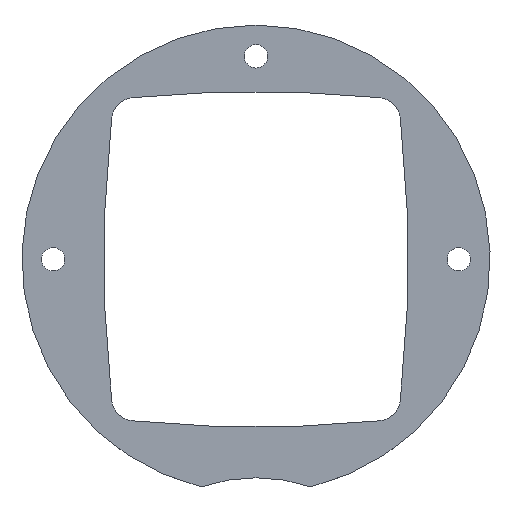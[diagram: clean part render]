
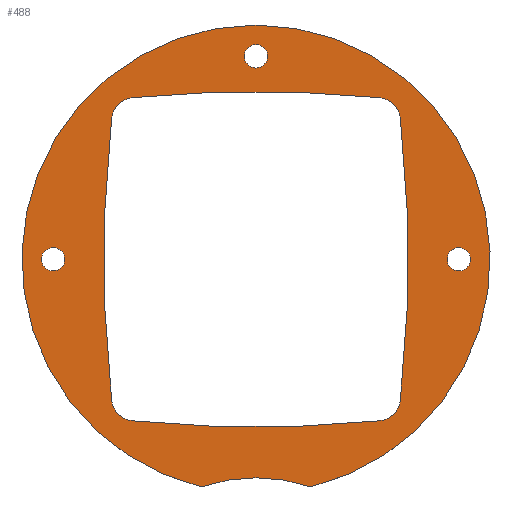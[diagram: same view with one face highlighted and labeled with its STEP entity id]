
A CAD part, top view. The second image highlights one B-rep face of the part: STEP entity #488.
In plain terms, the highlighted planar face has unit normal (0, 0, 1).
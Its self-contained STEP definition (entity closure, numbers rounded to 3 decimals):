
#61=AXIS2_PLACEMENT_3D('Circle Axis2P3D',#59,#60,$) ;
#83=AXIS2_PLACEMENT_3D('Circle Axis2P3D',#81,#82,$) ;
#100=AXIS2_PLACEMENT_3D('Circle Axis2P3D',#98,#99,$) ;
#140=AXIS2_PLACEMENT_3D('Circle Axis2P3D',#138,#139,$) ;
#171=AXIS2_PLACEMENT_3D('Circle Axis2P3D',#169,#170,$) ;
#202=AXIS2_PLACEMENT_3D('Circle Axis2P3D',#200,#201,$) ;
#233=AXIS2_PLACEMENT_3D('Circle Axis2P3D',#231,#232,$) ;
#264=AXIS2_PLACEMENT_3D('Circle Axis2P3D',#262,#263,$) ;
#295=AXIS2_PLACEMENT_3D('Circle Axis2P3D',#293,#294,$) ;
#326=AXIS2_PLACEMENT_3D('Circle Axis2P3D',#324,#325,$) ;
#418=AXIS2_PLACEMENT_3D('Plane Axis2P3D',#415,#416,#417) ;
#436=AXIS2_PLACEMENT_3D('Circle Axis2P3D',#434,#435,$) ;
#445=AXIS2_PLACEMENT_3D('Circle Axis2P3D',#443,#444,$) ;
#454=AXIS2_PLACEMENT_3D('Circle Axis2P3D',#452,#453,$) ;
#463=AXIS2_PLACEMENT_3D('Circle Axis2P3D',#461,#462,$) ;
#472=AXIS2_PLACEMENT_3D('Circle Axis2P3D',#470,#471,$) ;
#481=AXIS2_PLACEMENT_3D('Circle Axis2P3D',#479,#480,$) ;
#42=CARTESIAN_POINT('Vertex',(-7.016,-29.168,1.)) ;
#56=CARTESIAN_POINT('Vertex',(7.016,-29.168,1.)) ;
#59=CARTESIAN_POINT('Axis2P3D Location',(0.,-49.654,1.)) ;
#81=CARTESIAN_POINT('Axis2P3D Location',(0.,0.,1.)) ;
#98=CARTESIAN_POINT('Axis2P3D Location',(15.519,-17.723,1.)) ;
#102=CARTESIAN_POINT('Vertex',(15.817,-20.709,1.)) ;
#104=CARTESIAN_POINT('Vertex',(18.5,-18.053,1.)) ;
#138=CARTESIAN_POINT('Axis2P3D Location',(0.,136.959,1.)) ;
#142=CARTESIAN_POINT('Vertex',(-15.817,-20.709,1.)) ;
#169=CARTESIAN_POINT('Axis2P3D Location',(-15.519,-17.723,1.)) ;
#173=CARTESIAN_POINT('Vertex',(-18.5,-18.053,1.)) ;
#200=CARTESIAN_POINT('Axis2P3D Location',(144.101,0.,1.)) ;
#204=CARTESIAN_POINT('Vertex',(-18.5,18.053,1.)) ;
#231=CARTESIAN_POINT('Axis2P3D Location',(-15.519,17.723,1.)) ;
#235=CARTESIAN_POINT('Vertex',(-15.817,20.708,1.)) ;
#262=CARTESIAN_POINT('Axis2P3D Location',(0.,-136.959,1.)) ;
#266=CARTESIAN_POINT('Vertex',(15.817,20.708,1.)) ;
#293=CARTESIAN_POINT('Axis2P3D Location',(15.519,17.723,1.)) ;
#297=CARTESIAN_POINT('Vertex',(18.5,18.053,1.)) ;
#324=CARTESIAN_POINT('Axis2P3D Location',(-144.101,0.,1.)) ;
#415=CARTESIAN_POINT('Axis2P3D Location',(0.,0.,1.)) ;
#434=CARTESIAN_POINT('Axis2P3D Location',(26.,0.,1.)) ;
#438=CARTESIAN_POINT('Vertex',(27.5,0.,1.)) ;
#440=CARTESIAN_POINT('Vertex',(24.5,0.,1.)) ;
#443=CARTESIAN_POINT('Axis2P3D Location',(26.,0.,1.)) ;
#452=CARTESIAN_POINT('Axis2P3D Location',(0.,26.,1.)) ;
#456=CARTESIAN_POINT('Vertex',(0.,27.5,1.)) ;
#458=CARTESIAN_POINT('Vertex',(0.,24.5,1.)) ;
#461=CARTESIAN_POINT('Axis2P3D Location',(0.,26.,1.)) ;
#470=CARTESIAN_POINT('Axis2P3D Location',(-26.,0.,1.)) ;
#474=CARTESIAN_POINT('Vertex',(-27.5,0.,1.)) ;
#476=CARTESIAN_POINT('Vertex',(-24.5,0.,1.)) ;
#479=CARTESIAN_POINT('Axis2P3D Location',(-26.,0.,1.)) ;
#60=DIRECTION('Axis2P3D Direction',(0.,0.,1.)) ;
#82=DIRECTION('Axis2P3D Direction',(0.,0.,1.)) ;
#99=DIRECTION('Axis2P3D Direction',(0.,0.,1.)) ;
#139=DIRECTION('Axis2P3D Direction',(0.,0.,1.)) ;
#170=DIRECTION('Axis2P3D Direction',(0.,0.,1.)) ;
#201=DIRECTION('Axis2P3D Direction',(0.,0.,1.)) ;
#232=DIRECTION('Axis2P3D Direction',(0.,0.,1.)) ;
#263=DIRECTION('Axis2P3D Direction',(0.,0.,1.)) ;
#294=DIRECTION('Axis2P3D Direction',(0.,0.,1.)) ;
#325=DIRECTION('Axis2P3D Direction',(0.,0.,1.)) ;
#416=DIRECTION('Axis2P3D Direction',(0.,0.,1.)) ;
#417=DIRECTION('Axis2P3D XDirection',(1.,0.,0.)) ;
#435=DIRECTION('Axis2P3D Direction',(0.,0.,1.)) ;
#444=DIRECTION('Axis2P3D Direction',(0.,0.,1.)) ;
#453=DIRECTION('Axis2P3D Direction',(0.,0.,1.)) ;
#462=DIRECTION('Axis2P3D Direction',(0.,0.,1.)) ;
#471=DIRECTION('Axis2P3D Direction',(0.,0.,1.)) ;
#480=DIRECTION('Axis2P3D Direction',(0.,0.,1.)) ;
#421=ORIENTED_EDGE('',*,*,#63,.T.) ;
#422=ORIENTED_EDGE('',*,*,#85,.T.) ;
#425=ORIENTED_EDGE('',*,*,#106,.F.) ;
#426=ORIENTED_EDGE('',*,*,#144,.F.) ;
#427=ORIENTED_EDGE('',*,*,#175,.F.) ;
#428=ORIENTED_EDGE('',*,*,#206,.F.) ;
#429=ORIENTED_EDGE('',*,*,#237,.F.) ;
#430=ORIENTED_EDGE('',*,*,#268,.F.) ;
#431=ORIENTED_EDGE('',*,*,#299,.F.) ;
#432=ORIENTED_EDGE('',*,*,#328,.F.) ;
#449=ORIENTED_EDGE('',*,*,#442,.F.) ;
#450=ORIENTED_EDGE('',*,*,#447,.F.) ;
#467=ORIENTED_EDGE('',*,*,#460,.F.) ;
#468=ORIENTED_EDGE('',*,*,#465,.F.) ;
#485=ORIENTED_EDGE('',*,*,#478,.F.) ;
#486=ORIENTED_EDGE('',*,*,#483,.F.) ;
#433=FACE_BOUND('',#424,.T.) ;
#451=FACE_BOUND('',#448,.T.) ;
#469=FACE_BOUND('',#466,.T.) ;
#487=FACE_BOUND('',#484,.T.) ;
#488=ADVANCED_FACE('PartBody',(#423,#433,#451,#469,#487),#419,.T.) ;
#62=CIRCLE('generated circle',#61,21.654) ;
#84=CIRCLE('generated circle',#83,30.) ;
#101=CIRCLE('generated circle',#100,3.) ;
#141=CIRCLE('generated circle',#140,158.459) ;
#172=CIRCLE('generated circle',#171,3.) ;
#203=CIRCLE('generated circle',#202,163.6) ;
#234=CIRCLE('generated circle',#233,3.) ;
#265=CIRCLE('generated circle',#264,158.459) ;
#296=CIRCLE('generated circle',#295,3.) ;
#327=CIRCLE('generated circle',#326,163.6) ;
#437=CIRCLE('generated circle',#436,1.5) ;
#446=CIRCLE('generated circle',#445,1.5) ;
#455=CIRCLE('generated circle',#454,1.5) ;
#464=CIRCLE('generated circle',#463,1.5) ;
#473=CIRCLE('generated circle',#472,1.5) ;
#482=CIRCLE('generated circle',#481,1.5) ;
#63=EDGE_CURVE('',#43,#57,#62,.F.) ;
#85=EDGE_CURVE('',#57,#43,#84,.T.) ;
#106=EDGE_CURVE('',#103,#105,#101,.T.) ;
#144=EDGE_CURVE('',#143,#103,#141,.T.) ;
#175=EDGE_CURVE('',#174,#143,#172,.T.) ;
#206=EDGE_CURVE('',#205,#174,#203,.T.) ;
#237=EDGE_CURVE('',#236,#205,#234,.T.) ;
#268=EDGE_CURVE('',#267,#236,#265,.T.) ;
#299=EDGE_CURVE('',#298,#267,#296,.T.) ;
#328=EDGE_CURVE('',#105,#298,#327,.T.) ;
#442=EDGE_CURVE('',#439,#441,#437,.T.) ;
#447=EDGE_CURVE('',#441,#439,#446,.T.) ;
#460=EDGE_CURVE('',#457,#459,#455,.T.) ;
#465=EDGE_CURVE('',#459,#457,#464,.T.) ;
#478=EDGE_CURVE('',#475,#477,#473,.T.) ;
#483=EDGE_CURVE('',#477,#475,#482,.T.) ;
#420=EDGE_LOOP('',(#421,#422)) ;
#424=EDGE_LOOP('',(#425,#426,#427,#428,#429,#430,#431,#432)) ;
#448=EDGE_LOOP('',(#449,#450)) ;
#466=EDGE_LOOP('',(#467,#468)) ;
#484=EDGE_LOOP('',(#485,#486)) ;
#423=FACE_OUTER_BOUND('',#420,.T.) ;
#419=PLANE('',#418) ;
#43=VERTEX_POINT('',#42) ;
#57=VERTEX_POINT('',#56) ;
#103=VERTEX_POINT('',#102) ;
#105=VERTEX_POINT('',#104) ;
#143=VERTEX_POINT('',#142) ;
#174=VERTEX_POINT('',#173) ;
#205=VERTEX_POINT('',#204) ;
#236=VERTEX_POINT('',#235) ;
#267=VERTEX_POINT('',#266) ;
#298=VERTEX_POINT('',#297) ;
#439=VERTEX_POINT('',#438) ;
#441=VERTEX_POINT('',#440) ;
#457=VERTEX_POINT('',#456) ;
#459=VERTEX_POINT('',#458) ;
#475=VERTEX_POINT('',#474) ;
#477=VERTEX_POINT('',#476) ;
